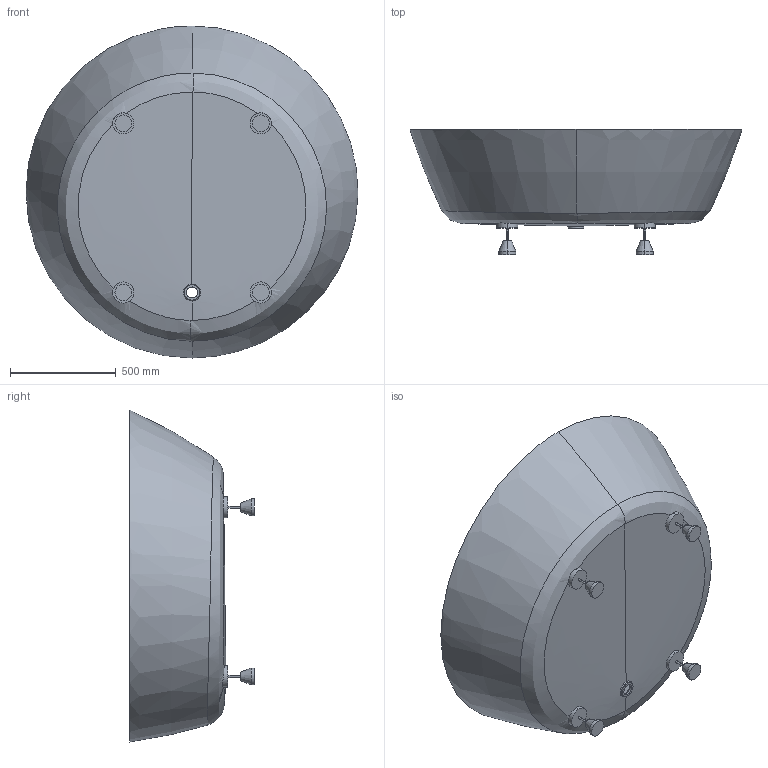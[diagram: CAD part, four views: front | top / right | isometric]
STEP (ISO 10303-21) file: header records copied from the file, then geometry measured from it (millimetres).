
FILE_DESCRIPTION (( 'STEP AP214' ), '1' );
FILE_NAME ('HA-2B.STEP', '2018-04-13T11:03:14', ( 'Admin' ), ( '' ), 'SwSTEP 2.0', 'SolidWorks 2017', '' );
FILE_SCHEMA (( 'AUTOMOTIVE_DESIGN' ));
Length unit declared in the file: millimetre
Products named in the file (1): HA-2B
Bounding box: 1570.82 x 590 x 1571.06 mm (x, y, z)
Volume: 33232971.5 mm3; surface area: 6513390.5 mm2
Topology: 1 solids, 1 shells, 66 faces, 160 edges, 104 vertices
Faces by surface type: cylinder 28, bspline 16, plane 14, cone 8
Entity records: 19067 total; most frequent: CARTESIAN_POINT 17606, ORIENTED_EDGE 320, DIRECTION 254, EDGE_CURVE 160, AXIS2_PLACEMENT_3D 109, VERTEX_POINT 104, EDGE_LOOP 76, FACE_OUTER_BOUND 66
